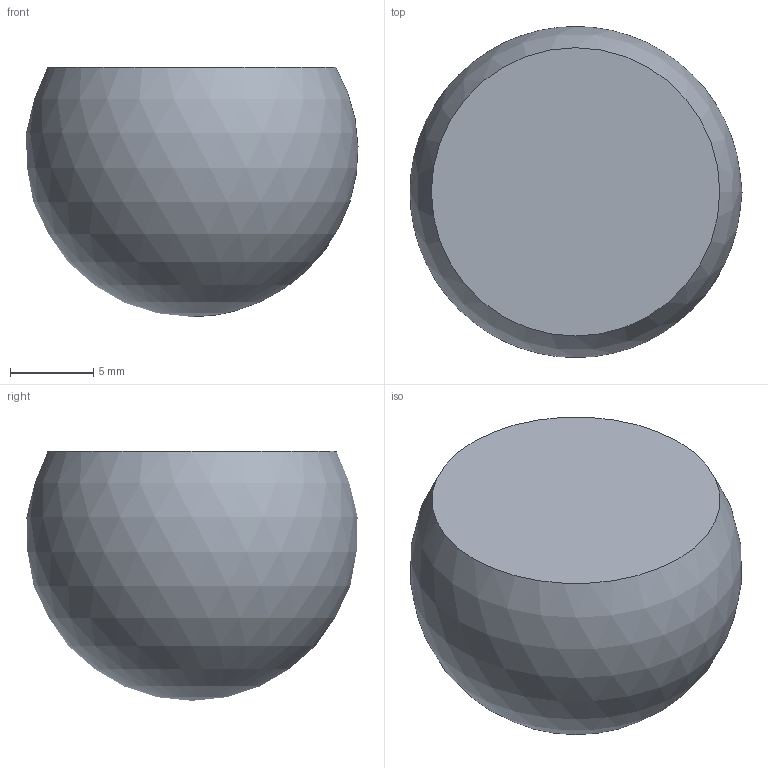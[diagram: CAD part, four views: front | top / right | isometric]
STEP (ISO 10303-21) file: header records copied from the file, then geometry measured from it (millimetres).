
FILE_DESCRIPTION(/* description */ (''),/* implementation_level */ '2;1');
FILE_NAME(/* name */ '1588577963566.stp',/* time_stamp */ '2020-05-04T13:09:38+06:00',/* author */ (''),/* organization */ ('SMS'),/* preprocessor_version */ 'ST-DEVELOPER v16.7',/* originating_system */ 'SIEMENS PLM Software NX 12.0',/* authorisation */ '');
FILE_SCHEMA (('AUTOMOTIVE_DESIGN { 1 0 10303 214 3 1 1 1 }'));
Length unit declared in the file: millimetre
Products named in the file (1): 202908294mod000_00
Bounding box: 19.93 x 19.88 x 14.99 mm (x, y, z)
Volume: 3529.5 mm3; surface area: 1177.1 mm2
Topology: 1 solids, 1 shells, 2 faces, 5 edges, 7 vertices
Faces by surface type: plane 1, sphere 1
Entity records: 119 total; most frequent: CARTESIAN_POINT 21, DIRECTION 14, STYLED_ITEM 8, PRESENTATION_STYLE_ASSIGNMENT 8, AXIS2_PLACEMENT_3D 7, CURVE_STYLE 4, DRAUGHTING_PRE_DEFINED_CURVE_FONT 4, POINT_STYLE 3
